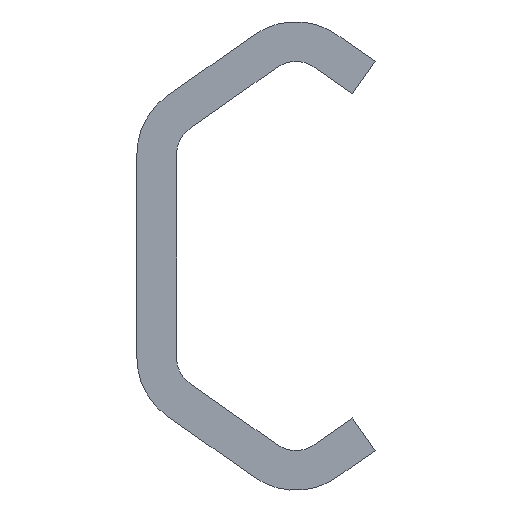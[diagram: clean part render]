
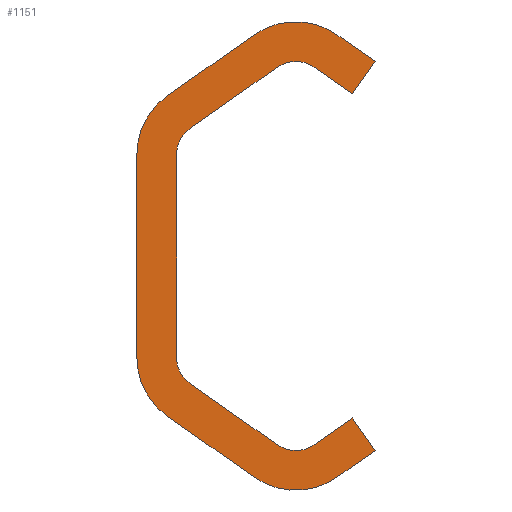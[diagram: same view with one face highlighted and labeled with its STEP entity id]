
A CAD part, left-side view. The second image highlights one B-rep face of the part: STEP entity #1151.
In plain terms, the highlighted planar face has unit normal (-1, 0, 0).
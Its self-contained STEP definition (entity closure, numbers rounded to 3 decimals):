
#467=CARTESIAN_POINT('',(0.0,-5.0,12.246));
#468=VERTEX_POINT('',#467);
#475=CARTESIAN_POINT('',(0.0,-3.567,10.2));
#476=VERTEX_POINT('',#475);
#477=CARTESIAN_POINT('',(0.0,-5.0,12.246));
#478=DIRECTION('',(0.0,0.574,-0.819));
#479=VECTOR('',#478,2.498);
#480=LINE('',#477,#479);
#481=EDGE_CURVE('',#468,#476,#480,.T.);
#505=CARTESIAN_POINT('',(0.0,-2.599,13.93));
#506=VERTEX_POINT('',#505);
#513=CARTESIAN_POINT('',(0.0,-2.599,13.93));
#514=DIRECTION('',(0.0,-0.819,-0.574));
#515=VECTOR('',#514,2.932);
#516=LINE('',#513,#515);
#517=EDGE_CURVE('',#506,#468,#516,.T.);
#537=CARTESIAN_POINT('',(0.0,2.596,13.932));
#538=VERTEX_POINT('',#537);
#545=CARTESIAN_POINT('',(0.0,0.,10.222));
#546=DIRECTION('',(1.0,0.0,0.0));
#547=DIRECTION('',(0.0,0.573,0.819));
#548=AXIS2_PLACEMENT_3D('',#545,#546,#547);
#549=CIRCLE('',#548,4.528);
#550=EDGE_CURVE('',#538,#506,#549,.T.);
#569=CARTESIAN_POINT('',(0.0,8.068,10.102));
#570=VERTEX_POINT('',#569);
#577=CARTESIAN_POINT('',(0.0,8.068,10.102));
#578=DIRECTION('',(0.0,-0.819,0.573));
#579=VECTOR('',#578,6.679);
#580=LINE('',#577,#579);
#581=EDGE_CURVE('',#570,#538,#580,.T.);
#601=CARTESIAN_POINT('',(0.0,10.0,6.392));
#602=VERTEX_POINT('',#601);
#609=CARTESIAN_POINT('',(0.0,5.472,6.392));
#610=DIRECTION('',(1.0,0.0,0.0));
#611=DIRECTION('',(0.0,1.0,0.0));
#612=AXIS2_PLACEMENT_3D('',#609,#610,#611);
#613=CIRCLE('',#612,4.528);
#614=EDGE_CURVE('',#602,#570,#613,.T.);
#633=CARTESIAN_POINT('',(0.0,10.0,-6.393));
#634=VERTEX_POINT('',#633);
#641=CARTESIAN_POINT('',(0.0,10.0,-6.393));
#642=DIRECTION('',(0.0,0.0,1.0));
#643=VECTOR('',#642,12.785);
#644=LINE('',#641,#643);
#645=EDGE_CURVE('',#634,#602,#644,.T.);
#683=CARTESIAN_POINT('',(0.0,8.069,-10.102));
#684=VERTEX_POINT('',#683);
#691=CARTESIAN_POINT('',(0.0,5.472,-6.393));
#692=DIRECTION('',(1.0,0.0,0.0));
#693=DIRECTION('',(0.0,0.574,-0.819));
#694=AXIS2_PLACEMENT_3D('',#691,#692,#693);
#695=CIRCLE('',#694,4.528);
#696=EDGE_CURVE('',#684,#634,#695,.T.);
#715=CARTESIAN_POINT('',(0.0,2.599,-13.932));
#716=VERTEX_POINT('',#715);
#723=CARTESIAN_POINT('',(0.0,2.599,-13.932));
#724=DIRECTION('',(0.0,0.819,0.574));
#725=VECTOR('',#724,6.678);
#726=LINE('',#723,#725);
#727=EDGE_CURVE('',#716,#684,#726,.T.);
#747=CARTESIAN_POINT('',(0.0,-2.598,-13.931));
#748=VERTEX_POINT('',#747);
#755=CARTESIAN_POINT('',(0.0,0.002,-10.223));
#756=DIRECTION('',(1.0,0.0,0.0));
#757=DIRECTION('',(0.0,-0.574,-0.819));
#758=AXIS2_PLACEMENT_3D('',#755,#756,#757);
#759=CIRCLE('',#758,4.528);
#760=EDGE_CURVE('',#748,#716,#759,.T.);
#779=CARTESIAN_POINT('',(0.0,-5.0,-12.246));
#780=VERTEX_POINT('',#779);
#787=CARTESIAN_POINT('',(0.0,-5.0,-12.246));
#788=DIRECTION('',(0.0,0.819,-0.574));
#789=VECTOR('',#788,2.934);
#790=LINE('',#787,#789);
#791=EDGE_CURVE('',#780,#748,#790,.T.);
#810=CARTESIAN_POINT('',(0.0,-3.567,-10.2));
#811=VERTEX_POINT('',#810);
#818=CARTESIAN_POINT('',(0.0,-3.567,-10.2));
#819=DIRECTION('',(0.0,-0.574,-0.819));
#820=VECTOR('',#819,2.498);
#821=LINE('',#818,#820);
#822=EDGE_CURVE('',#811,#780,#821,.T.);
#841=CARTESIAN_POINT('',(0.0,-1.163,-11.883));
#842=VERTEX_POINT('',#841);
#849=CARTESIAN_POINT('',(0.0,-1.163,-11.883));
#850=DIRECTION('',(0.0,-0.819,0.574));
#851=VECTOR('',#850,2.935);
#852=LINE('',#849,#851);
#853=EDGE_CURVE('',#842,#811,#852,.T.);
#873=CARTESIAN_POINT('',(0.0,1.163,-11.883));
#874=VERTEX_POINT('',#873);
#881=CARTESIAN_POINT('',(0.0,0.,-10.222));
#882=DIRECTION('',(-1.0,0.0,0.0));
#883=DIRECTION('',(0.0,0.574,0.819));
#884=AXIS2_PLACEMENT_3D('',#881,#882,#883);
#885=CIRCLE('',#884,2.028);
#886=EDGE_CURVE('',#874,#842,#885,.T.);
#905=CARTESIAN_POINT('',(0.0,6.635,-8.052));
#906=VERTEX_POINT('',#905);
#913=CARTESIAN_POINT('',(0.0,6.635,-8.052));
#914=DIRECTION('',(0.0,-0.819,-0.574));
#915=VECTOR('',#914,6.68);
#916=LINE('',#913,#915);
#917=EDGE_CURVE('',#906,#874,#916,.T.);
#937=CARTESIAN_POINT('',(0.0,7.5,-6.39));
#938=VERTEX_POINT('',#937);
#945=CARTESIAN_POINT('',(0.0,5.472,-6.39));
#946=DIRECTION('',(-1.0,0.0,0.0));
#947=DIRECTION('',(0.0,-0.574,0.819));
#948=AXIS2_PLACEMENT_3D('',#945,#946,#947);
#949=CIRCLE('',#948,2.028);
#950=EDGE_CURVE('',#938,#906,#949,.T.);
#969=CARTESIAN_POINT('',(0.0,7.5,6.39));
#970=VERTEX_POINT('',#969);
#977=CARTESIAN_POINT('',(0.0,7.5,6.39));
#978=DIRECTION('',(0.0,0.0,-1.0));
#979=VECTOR('',#978,12.781);
#980=LINE('',#977,#979);
#981=EDGE_CURVE('',#970,#938,#980,.T.);
#1019=CARTESIAN_POINT('',(0.0,6.635,8.052));
#1020=VERTEX_POINT('',#1019);
#1027=CARTESIAN_POINT('',(0.0,5.472,6.39));
#1028=DIRECTION('',(-1.0,0.0,0.0));
#1029=DIRECTION('',(0.0,-1.0,0.0));
#1030=AXIS2_PLACEMENT_3D('',#1027,#1028,#1029);
#1031=CIRCLE('',#1030,2.028);
#1032=EDGE_CURVE('',#1020,#970,#1031,.T.);
#1051=CARTESIAN_POINT('',(0.0,1.163,11.883));
#1052=VERTEX_POINT('',#1051);
#1059=CARTESIAN_POINT('',(0.0,1.163,11.883));
#1060=DIRECTION('',(0.0,0.819,-0.574));
#1061=VECTOR('',#1060,6.68);
#1062=LINE('',#1059,#1061);
#1063=EDGE_CURVE('',#1052,#1020,#1062,.T.);
#1083=CARTESIAN_POINT('',(0.0,-1.163,11.883));
#1084=VERTEX_POINT('',#1083);
#1091=CARTESIAN_POINT('',(0.0,0.,10.222));
#1092=DIRECTION('',(-1.0,0.0,0.0));
#1093=DIRECTION('',(0.0,-0.574,-0.819));
#1094=AXIS2_PLACEMENT_3D('',#1091,#1092,#1093);
#1095=CIRCLE('',#1094,2.028);
#1096=EDGE_CURVE('',#1084,#1052,#1095,.T.);
#1114=CARTESIAN_POINT('',(0.0,-3.567,10.2));
#1115=DIRECTION('',(0.0,0.819,0.574));
#1116=VECTOR('',#1115,2.935);
#1117=LINE('',#1114,#1116);
#1118=EDGE_CURVE('',#476,#1084,#1117,.T.);
#1124=CARTESIAN_POINT('',(0.0,4.08,0.));
#1125=DIRECTION('',(1.0,0.0,0.0));
#1126=DIRECTION('',(0.0,0.0,-1.0));
#1127=AXIS2_PLACEMENT_3D('',#1124,#1125,#1126);
#1128=PLANE('',#1127);
#1129=ORIENTED_EDGE('',*,*,#1118,.F.);
#1130=ORIENTED_EDGE('',*,*,#481,.F.);
#1131=ORIENTED_EDGE('',*,*,#517,.F.);
#1132=ORIENTED_EDGE('',*,*,#550,.F.);
#1133=ORIENTED_EDGE('',*,*,#581,.F.);
#1134=ORIENTED_EDGE('',*,*,#614,.F.);
#1135=ORIENTED_EDGE('',*,*,#645,.F.);
#1136=ORIENTED_EDGE('',*,*,#696,.F.);
#1137=ORIENTED_EDGE('',*,*,#727,.F.);
#1138=ORIENTED_EDGE('',*,*,#760,.F.);
#1139=ORIENTED_EDGE('',*,*,#791,.F.);
#1140=ORIENTED_EDGE('',*,*,#822,.F.);
#1141=ORIENTED_EDGE('',*,*,#853,.F.);
#1142=ORIENTED_EDGE('',*,*,#886,.F.);
#1143=ORIENTED_EDGE('',*,*,#917,.F.);
#1144=ORIENTED_EDGE('',*,*,#950,.F.);
#1145=ORIENTED_EDGE('',*,*,#981,.F.);
#1146=ORIENTED_EDGE('',*,*,#1032,.F.);
#1147=ORIENTED_EDGE('',*,*,#1063,.F.);
#1148=ORIENTED_EDGE('',*,*,#1096,.F.);
#1149=EDGE_LOOP('',(#1129,#1130,#1131,#1132,#1133,#1134,#1135,#1136,#1137,#1138,#1139,#1140,#1141,#1142,#1143,#1144,#1145,#1146,#1147,#1148));
#1150=FACE_OUTER_BOUND('',#1149,.T.);
#1151=ADVANCED_FACE('',(#1150),#1128,.F.);
